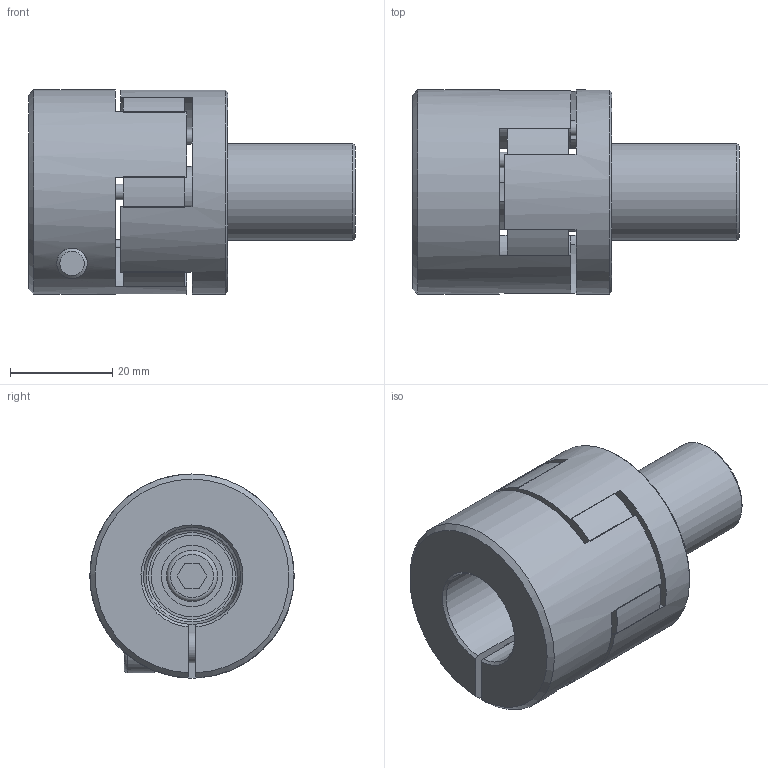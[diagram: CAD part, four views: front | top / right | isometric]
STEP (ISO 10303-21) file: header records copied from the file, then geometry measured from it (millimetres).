
FILE_DESCRIPTION(/* description */ ('STEP AP203'),/* implementation_level */ '2;1');
FILE_NAME(/* name */ 'KBE4-19-19-19',/* time_stamp */ '2023-06-21T08:36:13+02:00',/* author */ ('License CC BY-ND 4.0'),/* organization */ ('CADENAS'),/* preprocessor_version */ 'ST-DEVELOPER v19.3',/* originating_system */ 'PARTsolutions',/* authorisation */ ' ');
FILE_SCHEMA (('CONFIG_CONTROL_DESIGN'));
Length unit declared in the file: millimetre
Products named in the file (1): KBE4-19-19-19
Bounding box: 64 x 39.99 x 40 mm (x, y, z)
Volume: 44402.4 mm3; surface area: 15138.1 mm2
Topology: 1 solids, 2 shells, 122 faces, 338 edges, 213 vertices
Faces by surface type: plane 52, cylinder 52, cone 11, torus 7
Full cylindrical faces by diameter (mm): 3 x6, 4.917 x1, 6 x3, 6.5 x1, 10 x2, 12 x1, 16 x1, 18 x2, 19 x1, 40 x2
Entity records: 4619 total; most frequent: DIRECTION 699, CARTESIAN_POINT 678, ORIENTED_EDGE 580, AXIS2_PLACEMENT_3D 298, EDGE_CURVE 290, VERTEX_POINT 199, FACE_BOUND 177, EDGE_LOOP 176
